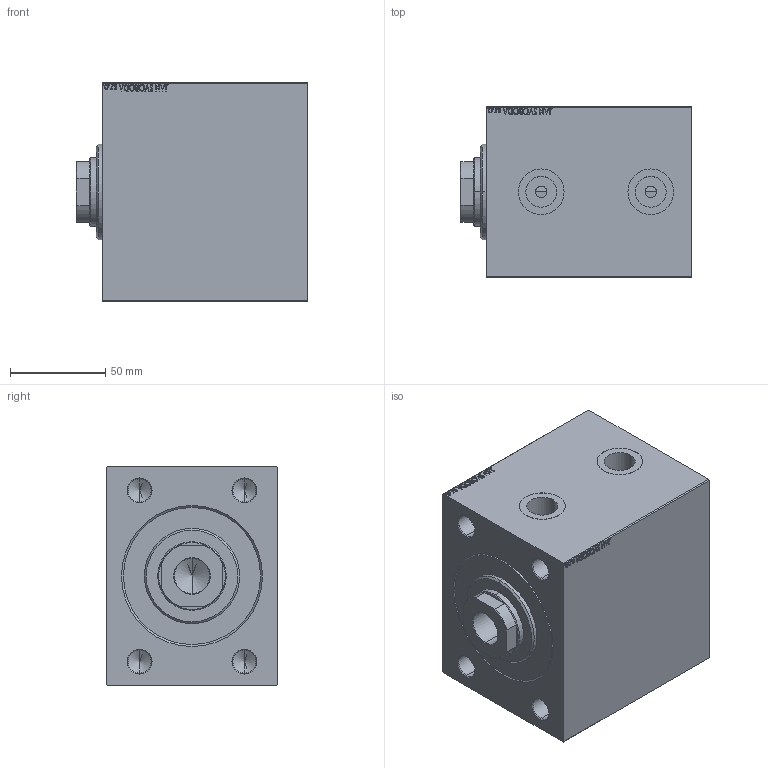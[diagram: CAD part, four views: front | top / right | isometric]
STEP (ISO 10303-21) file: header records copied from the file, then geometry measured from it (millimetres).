
FILE_DESCRIPTION (( 'STEP AP203' ), '1' );
FILE_NAME ('10c4.STEP', '2024-02-12T15:42:58', ( '' ), ( '' ), 'SwSTEP 2.0', 'SolidWorks 2019', '' );
FILE_SCHEMA (( 'CONFIG_CONTROL_DESIGN' ));
Length unit declared in the file: millimetre
Products named in the file (4): 10c4; V450CM_B_Body a4ac845204bf08b31425012442a835cd; V450CM_B_VCP a4ac845204bf08b31425012442a835cd; V450CM_VC_B a4ac845204bf08b31425012442a835cd
Assembly tree (3 placements, depth 2):
  10c4
    V450CM_B_Body a4ac845204bf08b31425012442a835cd
    V450CM_B_VCP a4ac845204bf08b31425012442a835cd
    V450CM_VC_B a4ac845204bf08b31425012442a835cd
Bounding box: 121.5 x 90 x 115 mm (x, y, z)
Volume: 1037662 mm3; surface area: 125409.8 mm2
Topology: 3 solids, 3 shells, 878 faces, 2250 edges, 1473 vertices
Faces by surface type: plane 400, bspline 380, cylinder 52, cone 46
Entity records: 44338 total; most frequent: CARTESIAN_POINT 25217, ORIENTED_EDGE 4464, DIRECTION 2600, EDGE_CURVE 2232, VERTEX_POINT 1473, LINE 1328, VECTOR 1328, EDGE_LOOP 997
